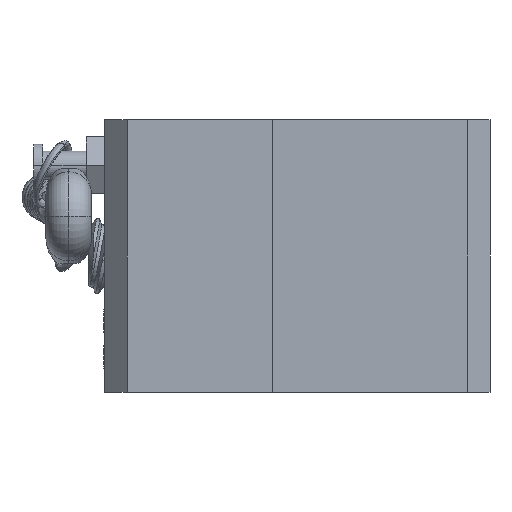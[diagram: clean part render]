
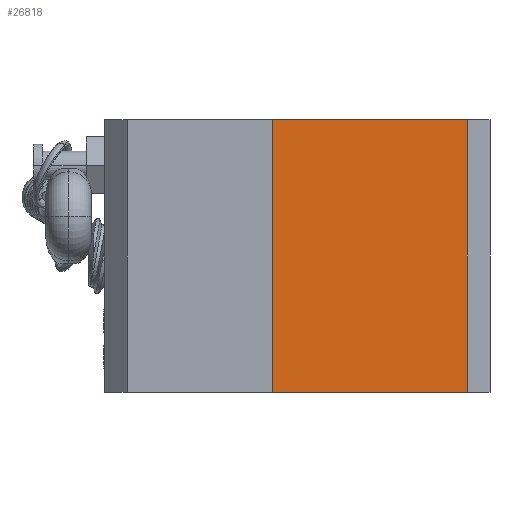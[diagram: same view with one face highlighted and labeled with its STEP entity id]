
A CAD part, left-side view. The second image highlights one B-rep face of the part: STEP entity #26818.
In plain terms, the highlighted planar face has unit normal (-1, 0, 0).
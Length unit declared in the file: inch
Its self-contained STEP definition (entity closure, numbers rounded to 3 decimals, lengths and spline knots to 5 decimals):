
#1177 = CARTESIAN_POINT ( 'NONE',  ( -0.375, 0., -0.3 ) ) ;
#1527 = VERTEX_POINT ( 'NONE', #1177 ) ;
#1577 = CARTESIAN_POINT ( 'NONE',  ( -0.375, 0., 0.3 ) ) ;
#2557 = LINE ( 'NONE', #9787, #25072 ) ;
#5434 = CARTESIAN_POINT ( 'NONE',  ( -0.375, 0., 0.3 ) ) ;
#8293 = LINE ( 'NONE', #36069, #25131 ) ;
#8610 = DIRECTION ( 'NONE',  ( 0., 0., -1. ) ) ;
#9137 = LINE ( 'NONE', #1577, #19943 ) ;
#9787 = CARTESIAN_POINT ( 'NONE',  ( -0.375, 0., -0.3 ) ) ;
#10351 = VERTEX_POINT ( 'NONE', #12241 ) ;
#10704 = LINE ( 'NONE', #11514, #36438 ) ;
#11246 = PLANE ( 'NONE',  #15723 ) ;
#11514 = CARTESIAN_POINT ( 'NONE',  ( -0.375, -0.43, 0.3 ) ) ;
#12241 = CARTESIAN_POINT ( 'NONE',  ( -0.375, -0.43, 0.3 ) ) ;
#15502 = CARTESIAN_POINT ( 'NONE',  ( -0.375, -0.43, -0.3 ) ) ;
#15723 = AXIS2_PLACEMENT_3D ( 'NONE', #5434, #32279, #8610 ) ;
#16328 = EDGE_CURVE ( 'NONE', #16913, #10351, #8293, .T. ) ;
#16660 = DIRECTION ( 'NONE',  ( 0., 0., 1. ) ) ;
#16888 = EDGE_CURVE ( 'NONE', #27380, #10351, #10704, .T. ) ;
#16913 = VERTEX_POINT ( 'NONE', #38409 ) ;
#19943 = VECTOR ( 'NONE', #16660, 39.37008 ) ;
#21091 = ORIENTED_EDGE ( 'NONE', *, *, #36280, .F. ) ;
#23418 = EDGE_CURVE ( 'NONE', #1527, #27380, #2557, .T. ) ;
#24461 = ORIENTED_EDGE ( 'NONE', *, *, #23418, .T. ) ;
#24588 = DIRECTION ( 'NONE',  ( 0., -1., 0. ) ) ;
#25072 = VECTOR ( 'NONE', #30705, 39.37008 ) ;
#25113 = ORIENTED_EDGE ( 'NONE', *, *, #16888, .T. ) ;
#25131 = VECTOR ( 'NONE', #24588, 39.37008 ) ;
#25929 = EDGE_LOOP ( 'NONE', ( #24461, #25113, #27255, #21091 ) ) ;
#26119 = DIRECTION ( 'NONE',  ( 0., 0., 1. ) ) ;
#26818 = ADVANCED_FACE ( 'NONE', ( #30642 ), #11246, .F. ) ;
#27255 = ORIENTED_EDGE ( 'NONE', *, *, #16328, .F. ) ;
#27380 = VERTEX_POINT ( 'NONE', #15502 ) ;
#30642 = FACE_OUTER_BOUND ( 'NONE', #25929, .T. ) ;
#30705 = DIRECTION ( 'NONE',  ( 0., -1., 0. ) ) ;
#32279 = DIRECTION ( 'NONE',  ( 1., 0., 0. ) ) ;
#36069 = CARTESIAN_POINT ( 'NONE',  ( -0.375, 0., 0.3 ) ) ;
#36280 = EDGE_CURVE ( 'NONE', #1527, #16913, #9137, .T. ) ;
#36438 = VECTOR ( 'NONE', #26119, 39.37008 ) ;
#38409 = CARTESIAN_POINT ( 'NONE',  ( -0.375, 0., 0.3 ) ) ;
